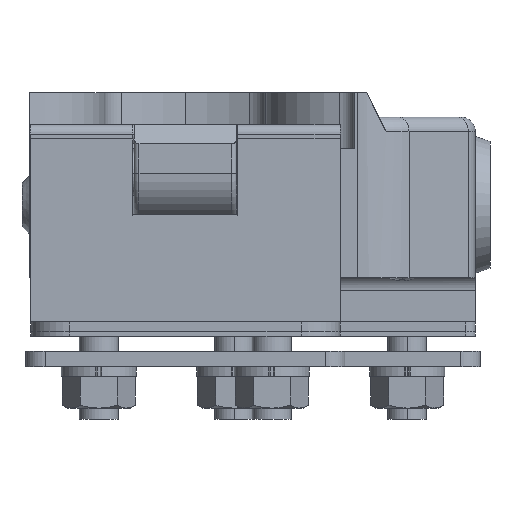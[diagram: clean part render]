
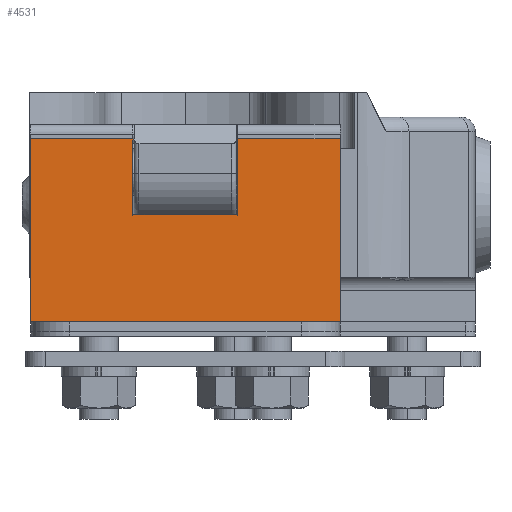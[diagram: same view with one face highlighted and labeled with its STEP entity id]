
A CAD part, left-side view. The second image highlights one B-rep face of the part: STEP entity #4531.
In plain terms, the highlighted face is planar.
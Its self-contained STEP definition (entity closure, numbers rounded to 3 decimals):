
#769 = EDGE_LOOP ( 'NONE', ( #5414, #5418, #5417, #5419, #5420, #5421, #5422, #5424 ) ) ;
#2725 = VERTEX_POINT ( 'NONE', #8894 ) ;
#2726 = VERTEX_POINT ( 'NONE', #8895 ) ;
#2728 = VERTEX_POINT ( 'NONE', #8897 ) ;
#2729 = VERTEX_POINT ( 'NONE', #8898 ) ;
#2730 = VERTEX_POINT ( 'NONE', #8899 ) ;
#2731 = VERTEX_POINT ( 'NONE', #8900 ) ;
#2732 = VERTEX_POINT ( 'NONE', #8901 ) ;
#2733 = VERTEX_POINT ( 'NONE', #8902 ) ;
#4531 = ADVANCED_FACE ( 'NONE', ( #12683 ), #12087, .F. ) ;
#5054 = EDGE_CURVE ( 'NONE', #2726, #2725, #15761, .T. ) ;
#5060 = EDGE_CURVE ( 'NONE', #2728, #2730, #15779, .T. ) ;
#5061 = EDGE_CURVE ( 'NONE', #2728, #2729, #15782, .T. ) ;
#5062 = EDGE_CURVE ( 'NONE', #2730, #2731, #15785, .T. ) ;
#5063 = EDGE_CURVE ( 'NONE', #2732, #2731, #15788, .T. ) ;
#5064 = EDGE_CURVE ( 'NONE', #2726, #2732, #15791, .T. ) ;
#5065 = EDGE_CURVE ( 'NONE', #2725, #2733, #15794, .T. ) ;
#5066 = EDGE_CURVE ( 'NONE', #2729, #2733, #15797, .T. ) ;
#5414 = ORIENTED_EDGE ( 'NONE', *, *, #5061, .F. ) ;
#5417 = ORIENTED_EDGE ( 'NONE', *, *, #5062, .T. ) ;
#5418 = ORIENTED_EDGE ( 'NONE', *, *, #5060, .T. ) ;
#5419 = ORIENTED_EDGE ( 'NONE', *, *, #5063, .F. ) ;
#5420 = ORIENTED_EDGE ( 'NONE', *, *, #5064, .F. ) ;
#5421 = ORIENTED_EDGE ( 'NONE', *, *, #5054, .T. ) ;
#5422 = ORIENTED_EDGE ( 'NONE', *, *, #5065, .T. ) ;
#5424 = ORIENTED_EDGE ( 'NONE', *, *, #5066, .F. ) ;
#8894 = CARTESIAN_POINT ( 'NONE',  ( -30.5, -10.25, -31.75 ) ) ;
#8895 = CARTESIAN_POINT ( 'NONE',  ( -30.5, -10.25, 31.75 ) ) ;
#8897 = CARTESIAN_POINT ( 'NONE',  ( -8.5, -10.25, -10.75 ) ) ;
#8898 = CARTESIAN_POINT ( 'NONE',  ( 7., -10.25, -10.75 ) ) ;
#8899 = CARTESIAN_POINT ( 'NONE',  ( -8.5, -10.25, 10.75 ) ) ;
#8900 = CARTESIAN_POINT ( 'NONE',  ( 7., -10.25, 10.75 ) ) ;
#8901 = CARTESIAN_POINT ( 'NONE',  ( 7., -10.25, 31.75 ) ) ;
#8902 = CARTESIAN_POINT ( 'NONE',  ( 7., -10.25, -31.75 ) ) ;
#12087 = PLANE ( 'NONE',  #12678 ) ;
#12088 = CARTESIAN_POINT ( 'NONE',  ( -30.5, -10.25, 31.75 ) ) ;
#12089 = DIRECTION ( 'NONE',  ( 0., 1., 0. ) ) ;
#12090 = DIRECTION ( 'NONE',  ( 0., 0., 1. ) ) ;
#12678 = AXIS2_PLACEMENT_3D ( 'NONE', #12088, #12089, #12090 ) ;
#12683 = FACE_OUTER_BOUND ( 'NONE', #769, .T. ) ;
#14841 = VECTOR ( 'NONE', #15763, 1000. ) ;
#14847 = VECTOR ( 'NONE', #15781, 1000. ) ;
#14848 = VECTOR ( 'NONE', #15784, 1000. ) ;
#14849 = VECTOR ( 'NONE', #15787, 1000. ) ;
#14850 = VECTOR ( 'NONE', #15790, 1000. ) ;
#14851 = VECTOR ( 'NONE', #15793, 1000. ) ;
#14852 = VECTOR ( 'NONE', #15796, 1000. ) ;
#14853 = VECTOR ( 'NONE', #15799, 1000. ) ;
#15761 = LINE ( 'NONE', #15762, #14841 ) ;
#15762 = CARTESIAN_POINT ( 'NONE',  ( -30.5, -10.25, 31.75 ) ) ;
#15763 = DIRECTION ( 'NONE',  ( 0., 0., -1. ) ) ;
#15779 = LINE ( 'NONE', #15780, #14847 ) ;
#15780 = CARTESIAN_POINT ( 'NONE',  ( -8.5, -10.25, -10.75 ) ) ;
#15781 = DIRECTION ( 'NONE',  ( 0., 0., 1. ) ) ;
#15782 = LINE ( 'NONE', #15783, #14848 ) ;
#15783 = CARTESIAN_POINT ( 'NONE',  ( -8.5, -10.25, -10.75 ) ) ;
#15784 = DIRECTION ( 'NONE',  ( 1., 0., 0. ) ) ;
#15785 = LINE ( 'NONE', #15786, #14849 ) ;
#15786 = CARTESIAN_POINT ( 'NONE',  ( -8.5, -10.25, 10.75 ) ) ;
#15787 = DIRECTION ( 'NONE',  ( 1., 0., 0. ) ) ;
#15788 = LINE ( 'NONE', #15789, #14850 ) ;
#15789 = CARTESIAN_POINT ( 'NONE',  ( 7., -10.25, 31.75 ) ) ;
#15790 = DIRECTION ( 'NONE',  ( 0., 0., -1. ) ) ;
#15791 = LINE ( 'NONE', #15792, #14851 ) ;
#15792 = CARTESIAN_POINT ( 'NONE',  ( -30.5, -10.25, 31.75 ) ) ;
#15793 = DIRECTION ( 'NONE',  ( 1., 0., 0. ) ) ;
#15794 = LINE ( 'NONE', #15795, #14852 ) ;
#15795 = CARTESIAN_POINT ( 'NONE',  ( -30.5, -10.25, -31.75 ) ) ;
#15796 = DIRECTION ( 'NONE',  ( 1., 0., 0. ) ) ;
#15797 = LINE ( 'NONE', #15798, #14853 ) ;
#15798 = CARTESIAN_POINT ( 'NONE',  ( 7., -10.25, 31.75 ) ) ;
#15799 = DIRECTION ( 'NONE',  ( 0., 0., -1. ) ) ;
